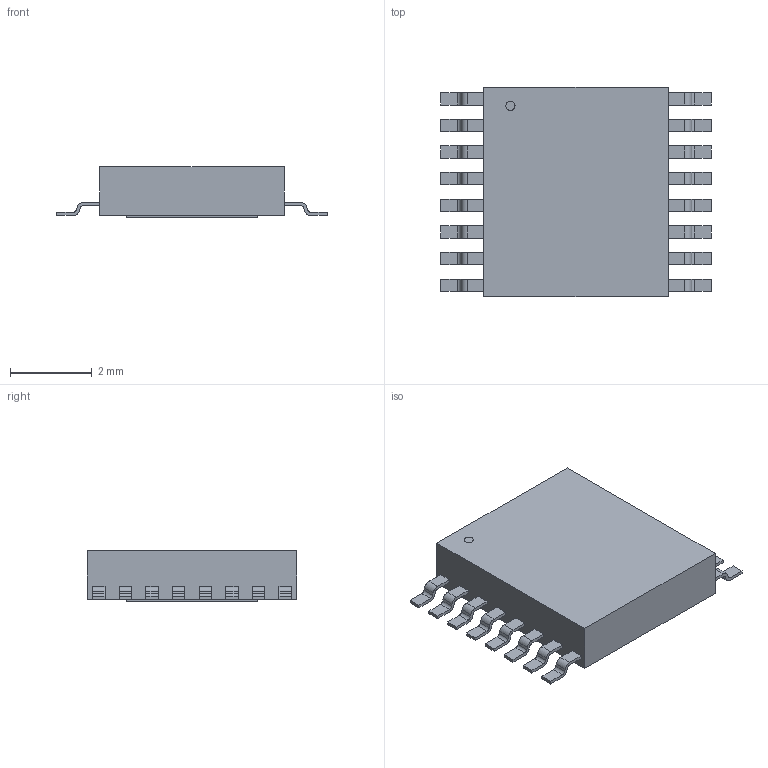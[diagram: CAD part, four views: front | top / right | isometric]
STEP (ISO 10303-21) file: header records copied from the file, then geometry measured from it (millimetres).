
FILE_DESCRIPTION(('STEP AP214'),'1');
FILE_NAME('HTSSOP_986F_STM','2024-09-02T03:48:43',(''),(''),'','','');
FILE_SCHEMA(('AUTOMOTIVE_DESIGN'));
Length unit declared in the file: millimetre
Products named in the file (1): product
Bounding box: 6.6 x 5.11 x 1.25 mm (x, y, z)
Volume: 28.4 mm3; surface area: 105.4 mm2
Topology: 19 solids, 19 shells, 239 faces, 603 edges, 402 vertices
Faces by surface type: plane 174, cylinder 65
Full cylindrical faces by diameter (mm): 0.225 x1
Entity records: 6981 total; most frequent: DIRECTION 1214, ORIENTED_EDGE 1204, CARTESIAN_POINT 709, EDGE_CURVE 602, LINE 472, VECTOR 472, VERTEX_POINT 402, AXIS2_PLACEMENT_3D 371
